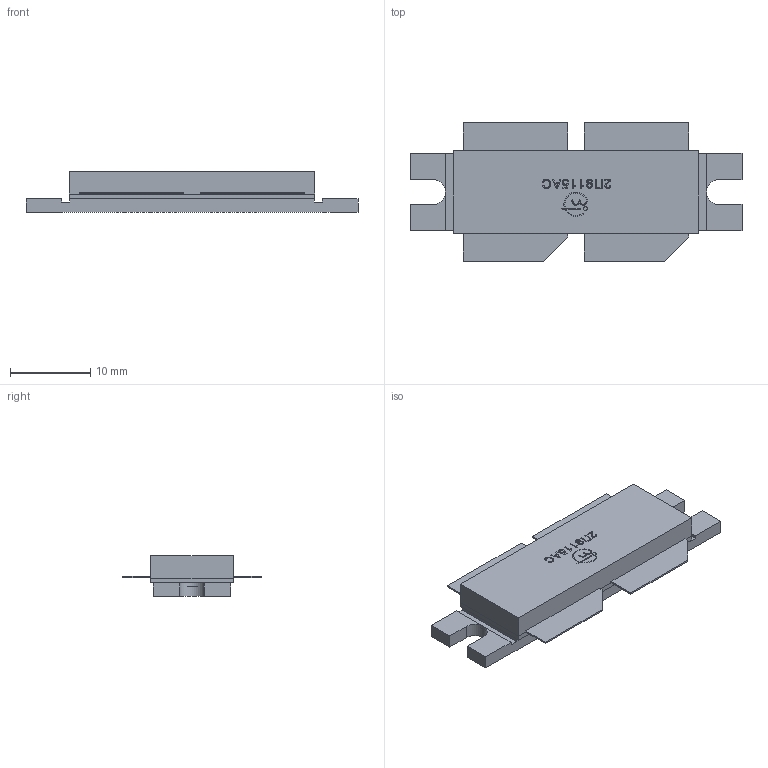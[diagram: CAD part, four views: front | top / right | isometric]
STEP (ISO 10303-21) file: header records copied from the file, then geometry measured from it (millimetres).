
FILE_DESCRIPTION(('STEP AP242'), '1');
FILE_NAME('ﾊﾒ-103ﾀ-2', '', ('UNSPECIFIED'), ('UNSPECIFIED'), 'C3D Converter', 'C3D Toolkit', '');
FILE_SCHEMA(('AP242_MANAGED_MODEL_BASED_3D_ENGINEERING_MIM_LF { 1 0 10303 442 1 1 4 }'));
Length unit declared in the file: millimetre
Bounding box: 41.3 x 17.25 x 5.1 mm (x, y, z)
Volume: 1725 mm3; surface area: 1623.8 mm2
Topology: 1 solids, 1 shells, 229 faces, 625 edges, 416 vertices
Faces by surface type: plane 120, extrusion 92, cylinder 17
Full cylindrical faces by diameter (mm): 0.503 x1
Entity records: 9165 total; most frequent: CARTESIAN_POINT 1822, ORIENTED_EDGE 1248, DIRECTION 844, EDGE_CURVE 624, VECTOR 496, VERTEX_POINT 416, LINE 404, B_SPLINE_CURVE_WITH_KNOTS 276
